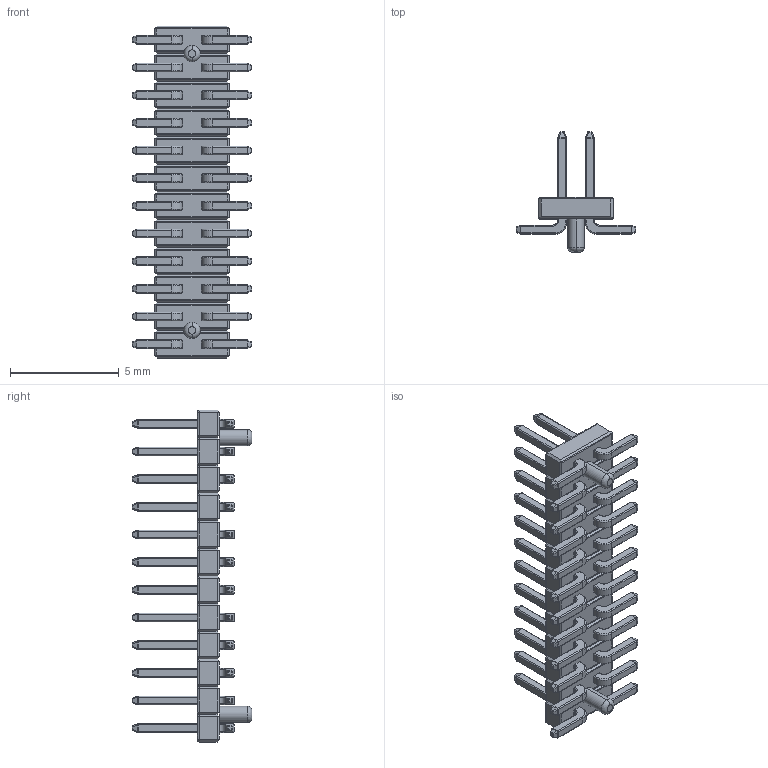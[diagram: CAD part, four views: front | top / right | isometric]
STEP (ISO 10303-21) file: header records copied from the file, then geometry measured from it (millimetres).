
FILE_DESCRIPTION (( 'STEP AP214' ), '1' );
FILE_NAME ('M50-3611242.STEP', '2018-01-16T14:42:42', ( '' ), ( '' ), 'SwSTEP 2.0', 'SolidWorks 2014', '' );
FILE_SCHEMA (( 'AUTOMOTIVE_DESIGN' ));
Length unit declared in the file: millimetre
Products named in the file (3): Alignment-Pin; M50-360-Pin; M50-3611242
Assembly tree (14 placements, depth 2):
  M50-3611242
    M50-360-Pin  x12
    Alignment-Pin  x2
Bounding box: 5.5 x 5.5 x 15.24 mm (x, y, z)
Volume: 72.4 mm3; surface area: 400.8 mm2
Topology: 14 solids, 14 shells, 2172 faces, 4796 edges, 2508 vertices
Faces by surface type: cylinder 1060, plane 628, sphere 384, torus 100
Entity records: 6044 total; most frequent: DIRECTION 950, CARTESIAN_POINT 857, ORIENTED_EDGE 784, EDGE_CURVE 392, AXIS2_PLACEMENT_3D 371, VERTEX_POINT 214, LINE 208, VECTOR 208
